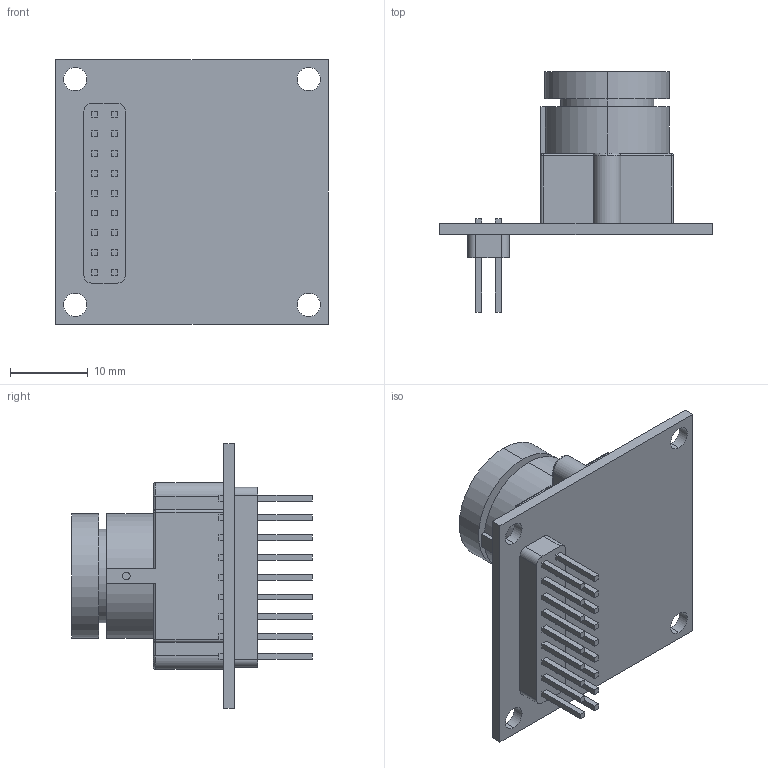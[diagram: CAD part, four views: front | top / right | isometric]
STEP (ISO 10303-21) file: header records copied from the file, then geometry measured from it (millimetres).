
FILE_DESCRIPTION (( 'STEP AP214' ), '1' );
FILE_NAME ('OV7670_retraida.STEP', '2022-01-06T13:05:49', ( '' ), ( '' ), 'SwSTEP 2.0', 'SolidWorks 2021', '' );
FILE_SCHEMA (( 'AUTOMOTIVE_DESIGN' ));
Length unit declared in the file: millimetre
Products named in the file (1): OV7670_retraida
Bounding box: 35 x 30.9 x 34 mm (x, y, z)
Volume: 6805.5 mm3; surface area: 4612.8 mm2
Topology: 1 solids, 1 shells, 265 faces, 639 edges, 416 vertices
Faces by surface type: plane 211, cylinder 43, torus 7, sphere 4
Entity records: 10518 total; most frequent: CARTESIAN_POINT 1329, ORIENTED_EDGE 1270, DIRECTION 1256, EDGE_CURVE 635, LINE 538, VECTOR 538, VERTEX_POINT 416, AXIS2_PLACEMENT_3D 359
